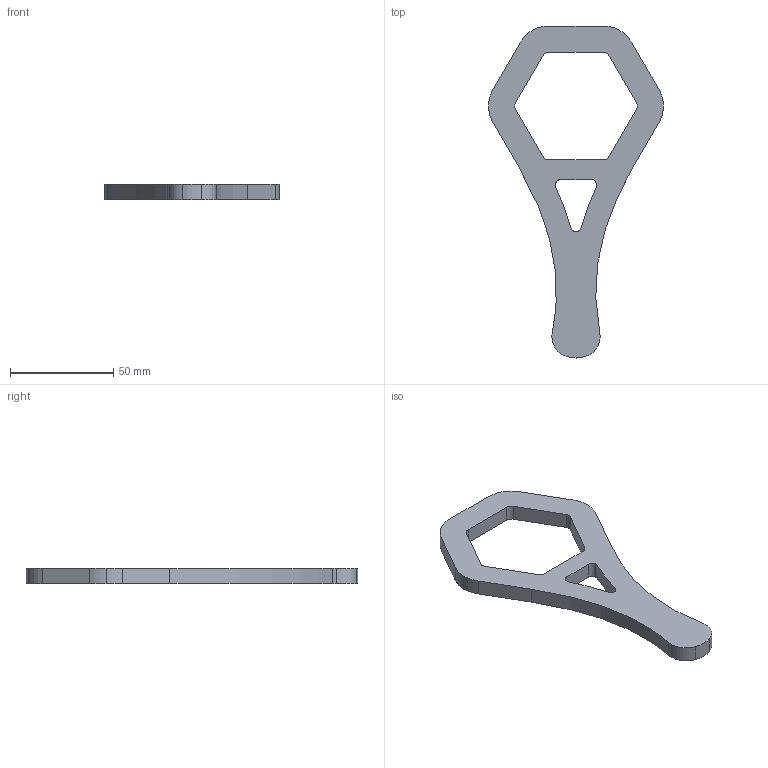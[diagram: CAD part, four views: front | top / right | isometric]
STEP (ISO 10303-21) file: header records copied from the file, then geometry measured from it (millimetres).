
FILE_DESCRIPTION (( 'STEP AP203' ), '1' );
FILE_NAME ('PAPR_WRENCH_V4.STEP', '2020-04-23T23:08:29', ( '' ), ( '' ), 'SwSTEP 2.0', 'SolidWorks 2014', '' );
FILE_SCHEMA (( 'CONFIG_CONTROL_DESIGN' ));
Length unit declared in the file: millimetre
Products named in the file (1): PAPR_WRENCH_V4
Bounding box: 84.74 x 160.88 x 7.65 mm (x, y, z)
Volume: 34922.1 mm3; surface area: 14144.4 mm2
Topology: 1 solids, 1 shells, 38 faces, 108 edges, 72 vertices
Faces by surface type: cylinder 20, plane 14, bspline 4
Entity records: 1385 total; most frequent: CARTESIAN_POINT 295, ORIENTED_EDGE 216, DIRECTION 210, EDGE_CURVE 108, AXIS2_PLACEMENT_3D 75, VERTEX_POINT 72, LINE 60, VECTOR 60
